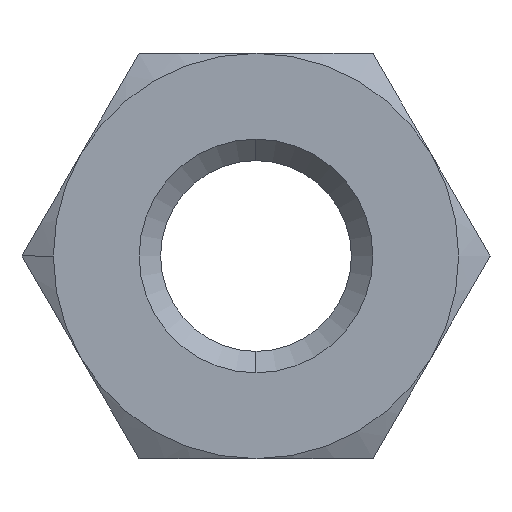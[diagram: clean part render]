
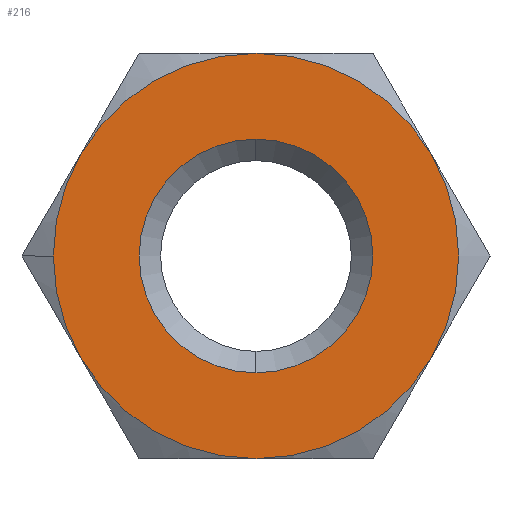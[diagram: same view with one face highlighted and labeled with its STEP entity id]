
A CAD part, front view. The second image highlights one B-rep face of the part: STEP entity #216.
In plain terms, the highlighted planar face has unit normal (0, -1, 0).
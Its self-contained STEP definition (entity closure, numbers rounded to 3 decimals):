
#7 = CARTESIAN_POINT ( 'NONE',  ( 0., 0., 0. ) ) ;
#12 = ORIENTED_EDGE ( 'NONE', *, *, #456, .T. ) ;
#25 = CIRCLE ( 'NONE', #958, 8.5 ) ;
#38 = AXIS2_PLACEMENT_3D ( 'NONE', #312, #70, #827 ) ;
#63 = CARTESIAN_POINT ( 'NONE',  ( -7.361, 0., 4.25 ) ) ;
#70 = DIRECTION ( 'NONE',  ( 0., 1., 0. ) ) ;
#96 = VERTEX_POINT ( 'NONE', #308 ) ;
#108 = AXIS2_PLACEMENT_3D ( 'NONE', #668, #600, #151 ) ;
#118 = DIRECTION ( 'NONE',  ( 0., 0., 1. ) ) ;
#124 = CARTESIAN_POINT ( 'NONE',  ( 0., 0., 0. ) ) ;
#127 = AXIS2_PLACEMENT_3D ( 'NONE', #124, #520, #429 ) ;
#136 = AXIS2_PLACEMENT_3D ( 'NONE', #992, #304, #979 ) ;
#151 = DIRECTION ( 'NONE',  ( 0., 0., -1. ) ) ;
#166 = DIRECTION ( 'NONE',  ( 0., -1., 0. ) ) ;
#182 = EDGE_CURVE ( 'NONE', #436, #698, #778, .T. ) ;
#184 = CIRCLE ( 'NONE', #127, 8.5 ) ;
#216 = ADVANCED_FACE ( 'NONE', ( #460, #426 ), #733, .T. ) ;
#226 = VERTEX_POINT ( 'NONE', #676 ) ;
#259 = EDGE_CURVE ( 'NONE', #226, #631, #767, .T. ) ;
#279 = DIRECTION ( 'NONE',  ( 0., -1., 0. ) ) ;
#283 = EDGE_CURVE ( 'NONE', #698, #436, #388, .T. ) ;
#284 = VERTEX_POINT ( 'NONE', #990 ) ;
#286 = CIRCLE ( 'NONE', #700, 8.5 ) ;
#289 = AXIS2_PLACEMENT_3D ( 'NONE', #629, #351, #707 ) ;
#303 = ORIENTED_EDGE ( 'NONE', *, *, #925, .T. ) ;
#304 = DIRECTION ( 'NONE',  ( 0., -1., 0. ) ) ;
#308 = CARTESIAN_POINT ( 'NONE',  ( -8.5, 0., 0. ) ) ;
#312 = CARTESIAN_POINT ( 'NONE',  ( 0., 0., 0. ) ) ;
#320 = CIRCLE ( 'NONE', #744, 8.5 ) ;
#350 = CARTESIAN_POINT ( 'NONE',  ( 0., 0., 0. ) ) ;
#351 = DIRECTION ( 'NONE',  ( 0., -1., 0. ) ) ;
#353 = DIRECTION ( 'NONE',  ( 0., -1., 0. ) ) ;
#370 = CIRCLE ( 'NONE', #289, 8.5 ) ;
#388 = CIRCLE ( 'NONE', #38, 4.9 ) ;
#426 = FACE_BOUND ( 'NONE', #617, .T. ) ;
#427 = ORIENTED_EDGE ( 'NONE', *, *, #259, .T. ) ;
#429 = DIRECTION ( 'NONE',  ( -1., 0., 0. ) ) ;
#436 = VERTEX_POINT ( 'NONE', #843 ) ;
#438 = ORIENTED_EDGE ( 'NONE', *, *, #283, .T. ) ;
#442 = VERTEX_POINT ( 'NONE', #545 ) ;
#453 = DIRECTION ( 'NONE',  ( 0., 1., 0. ) ) ;
#455 = AXIS2_PLACEMENT_3D ( 'NONE', #7, #453, #897 ) ;
#456 = EDGE_CURVE ( 'NONE', #96, #442, #286, .T. ) ;
#460 = FACE_OUTER_BOUND ( 'NONE', #725, .T. ) ;
#466 = ORIENTED_EDGE ( 'NONE', *, *, #824, .T. ) ;
#474 = VERTEX_POINT ( 'NONE', #784 ) ;
#520 = DIRECTION ( 'NONE',  ( 0., -1., 0. ) ) ;
#545 = CARTESIAN_POINT ( 'NONE',  ( -7.361, 0., -4.25 ) ) ;
#557 = EDGE_CURVE ( 'NONE', #631, #96, #25, .T. ) ;
#569 = EDGE_CURVE ( 'NONE', #284, #474, #184, .T. ) ;
#576 = ORIENTED_EDGE ( 'NONE', *, *, #669, .T. ) ;
#600 = DIRECTION ( 'NONE',  ( 0., -1., 0. ) ) ;
#610 = CARTESIAN_POINT ( 'NONE',  ( 0., 0., -8.5 ) ) ;
#617 = EDGE_LOOP ( 'NONE', ( #438, #695 ) ) ;
#618 = CARTESIAN_POINT ( 'NONE',  ( 0., 0., -4.9 ) ) ;
#629 = CARTESIAN_POINT ( 'NONE',  ( 0., 0., 0. ) ) ;
#631 = VERTEX_POINT ( 'NONE', #63 ) ;
#668 = CARTESIAN_POINT ( 'NONE',  ( -8.602, 0., 8.602 ) ) ;
#669 = EDGE_CURVE ( 'NONE', #720, #284, #320, .T. ) ;
#676 = CARTESIAN_POINT ( 'NONE',  ( 0., 0., 8.5 ) ) ;
#695 = ORIENTED_EDGE ( 'NONE', *, *, #182, .T. ) ;
#698 = VERTEX_POINT ( 'NONE', #618 ) ;
#700 = AXIS2_PLACEMENT_3D ( 'NONE', #350, #353, #937 ) ;
#707 = DIRECTION ( 'NONE',  ( 0., 0., 1. ) ) ;
#720 = VERTEX_POINT ( 'NONE', #610 ) ;
#725 = EDGE_LOOP ( 'NONE', ( #466, #427, #731, #12, #303, #576, #877 ) ) ;
#731 = ORIENTED_EDGE ( 'NONE', *, *, #557, .T. ) ;
#733 = PLANE ( 'NONE',  #108 ) ;
#744 = AXIS2_PLACEMENT_3D ( 'NONE', #781, #166, #864 ) ;
#767 = CIRCLE ( 'NONE', #136, 8.5 ) ;
#771 = CIRCLE ( 'NONE', #813, 8.5 ) ;
#778 = CIRCLE ( 'NONE', #455, 4.9 ) ;
#781 = CARTESIAN_POINT ( 'NONE',  ( 0., 0., 0. ) ) ;
#784 = CARTESIAN_POINT ( 'NONE',  ( 7.361, 0., 4.25 ) ) ;
#797 = CARTESIAN_POINT ( 'NONE',  ( 0., 0., 0. ) ) ;
#811 = DIRECTION ( 'NONE',  ( 0., -1., 0. ) ) ;
#813 = AXIS2_PLACEMENT_3D ( 'NONE', #873, #279, #118 ) ;
#824 = EDGE_CURVE ( 'NONE', #474, #226, #370, .T. ) ;
#827 = DIRECTION ( 'NONE',  ( 0., 0., -1. ) ) ;
#843 = CARTESIAN_POINT ( 'NONE',  ( 0., 0., 4.9 ) ) ;
#864 = DIRECTION ( 'NONE',  ( -1., 0., 0. ) ) ;
#873 = CARTESIAN_POINT ( 'NONE',  ( 0., 0., 0. ) ) ;
#877 = ORIENTED_EDGE ( 'NONE', *, *, #569, .T. ) ;
#879 = DIRECTION ( 'NONE',  ( -1., 0., 0. ) ) ;
#897 = DIRECTION ( 'NONE',  ( 0., 0., -1. ) ) ;
#925 = EDGE_CURVE ( 'NONE', #442, #720, #771, .T. ) ;
#937 = DIRECTION ( 'NONE',  ( -1., 0., 0. ) ) ;
#958 = AXIS2_PLACEMENT_3D ( 'NONE', #797, #811, #879 ) ;
#979 = DIRECTION ( 'NONE',  ( -1., 0., 0. ) ) ;
#990 = CARTESIAN_POINT ( 'NONE',  ( 7.361, 0., -4.25 ) ) ;
#992 = CARTESIAN_POINT ( 'NONE',  ( 0., 0., 0. ) ) ;
